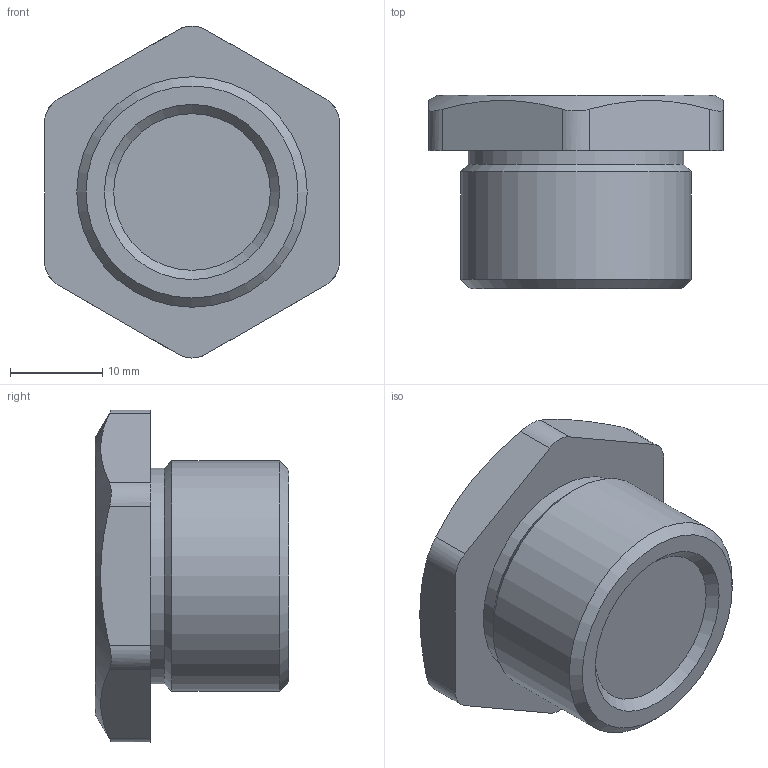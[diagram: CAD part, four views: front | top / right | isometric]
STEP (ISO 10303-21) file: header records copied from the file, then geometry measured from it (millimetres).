
FILE_DESCRIPTION(/* description */ (''),/* implementation_level */ '2;1');
FILE_NAME(/* name */ '',/* time_stamp */ '2023-11-07T16:17:42+07:00',/* author */ ('zeta-09'),/* organization */ (''),/* preprocessor_version */ 'ST-DEVELOPER v19.2',/* originating_system */ 'Autodesk Inventor 2024',/* authorisation */ '');
FILE_SCHEMA (('AUTOMOTIVE_DESIGN { 1 0 10303 214 3 1 1 }'));
Length unit declared in the file: millimetre
Products named in the file (1): Деталь4
Bounding box: 32 x 21 x 36.02 mm (x, y, z)
Volume: 12149.6 mm3; surface area: 3567.2 mm2
Topology: 1 solids, 1 shells, 22 faces, 54 edges, 36 vertices
Faces by surface type: plane 10, cylinder 8, cone 4
Full cylindrical faces by diameter (mm): 23.38 x1, 25 x1
Entity records: 763 total; most frequent: CARTESIAN_POINT 181, ORIENTED_EDGE 108, DIRECTION 104, EDGE_CURVE 54, AXIS2_PLACEMENT_3D 40, VERTEX_POINT 36, LINE 24, VECTOR 24
